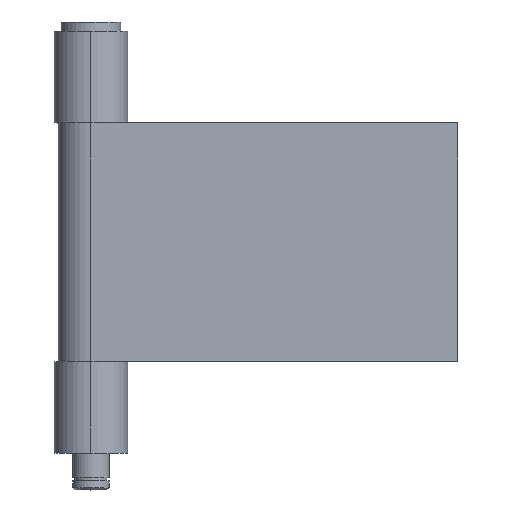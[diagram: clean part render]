
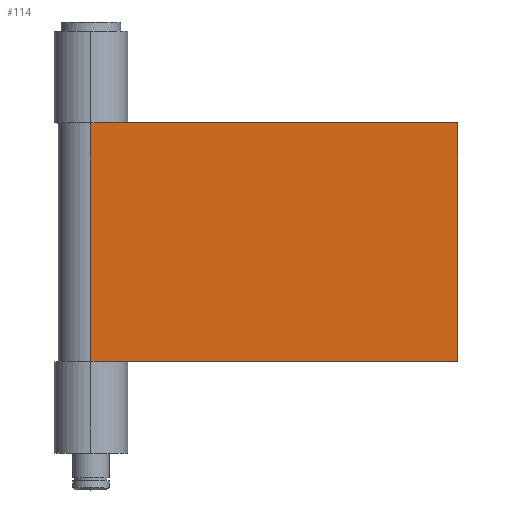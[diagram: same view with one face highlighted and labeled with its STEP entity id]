
A CAD part, top view. The second image highlights one B-rep face of the part: STEP entity #114.
In plain terms, the highlighted face is planar.
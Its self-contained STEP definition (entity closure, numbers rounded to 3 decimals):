
#103 = ORIENTED_EDGE ( 'NONE', *, *, #109, .T. ) ;
#104 = ORIENTED_EDGE ( 'NONE', *, *, #145, .F. ) ;
#105 = EDGE_LOOP ( 'NONE', ( #112, #113, #104, #103 ) ) ;
#109 = EDGE_CURVE ( 'NONE', #134, #171, #340, .T. ) ;
#112 = ORIENTED_EDGE ( 'NONE', *, *, #164, .T. ) ;
#113 = ORIENTED_EDGE ( 'NONE', *, *, #158, .F. ) ;
#114 = ADVANCED_FACE ( 'NONE', ( #336 ), #335, .F. ) ;
#121 = VERTEX_POINT ( 'NONE', #379 ) ;
#134 = VERTEX_POINT ( 'NONE', #360 ) ;
#136 = VERTEX_POINT ( 'NONE', #354 ) ;
#145 = EDGE_CURVE ( 'NONE', #134, #136, #402, .T. ) ;
#158 = EDGE_CURVE ( 'NONE', #136, #121, #390, .T. ) ;
#164 = EDGE_CURVE ( 'NONE', #171, #121, #442, .T. ) ;
#171 = VERTEX_POINT ( 'NONE', #425 ) ;
#331 = DIRECTION ( 'NONE',  ( 1., 0., 0. ) ) ;
#332 = DIRECTION ( 'NONE',  ( 0., 0., 1. ) ) ;
#333 = CARTESIAN_POINT ( 'NONE',  ( 0., 52., -7.1 ) ) ;
#334 = AXIS2_PLACEMENT_3D ( 'NONE', #333, #332, #331 ) ;
#335 = PLANE ( 'NONE',  #334 ) ;
#336 = FACE_OUTER_BOUND ( 'NONE', #105, .T. ) ;
#337 = DIRECTION ( 'NONE',  ( 0., -1., 0. ) ) ;
#338 = VECTOR ( 'NONE', #337, 1000. ) ;
#339 = CARTESIAN_POINT ( 'NONE',  ( 80., 52., -7.1 ) ) ;
#340 = LINE ( 'NONE', #339, #338 ) ;
#354 = CARTESIAN_POINT ( 'NONE',  ( 0., 52., -7.1 ) ) ;
#360 = CARTESIAN_POINT ( 'NONE',  ( 80., 52., -7.1 ) ) ;
#379 = CARTESIAN_POINT ( 'NONE',  ( 0., 0., -7.1 ) ) ;
#387 = DIRECTION ( 'NONE',  ( 0., -1., 0. ) ) ;
#388 = VECTOR ( 'NONE', #387, 1000. ) ;
#389 = CARTESIAN_POINT ( 'NONE',  ( 0., 52., -7.1 ) ) ;
#390 = LINE ( 'NONE', #389, #388 ) ;
#399 = DIRECTION ( 'NONE',  ( -1., 0., 0. ) ) ;
#400 = VECTOR ( 'NONE', #399, 1000. ) ;
#401 = CARTESIAN_POINT ( 'NONE',  ( 0., 52., -7.1 ) ) ;
#402 = LINE ( 'NONE', #401, #400 ) ;
#425 = CARTESIAN_POINT ( 'NONE',  ( 80., 0., -7.1 ) ) ;
#439 = DIRECTION ( 'NONE',  ( -1., 0., 0. ) ) ;
#440 = VECTOR ( 'NONE', #439, 1000. ) ;
#441 = CARTESIAN_POINT ( 'NONE',  ( 0., 0., -7.1 ) ) ;
#442 = LINE ( 'NONE', #441, #440 ) ;
